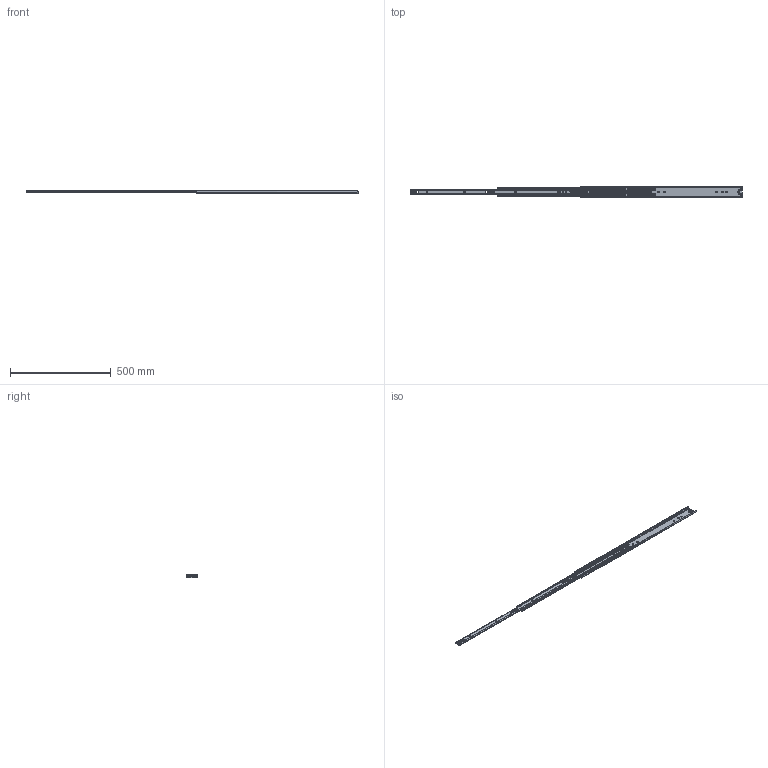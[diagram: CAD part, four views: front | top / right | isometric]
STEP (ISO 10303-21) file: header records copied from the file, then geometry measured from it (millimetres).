
FILE_DESCRIPTION(/* description */ ('ULFHD-D- 800/848mm (17.5) Zinc-Magnesium'),/* implementation_level */ '2;1');
FILE_NAME(/* name */ 'M12-AA8_00_open.stp',/* time_stamp */ '2025-09-08T11:41:05+02:00',/* author */ ('l.hoffmann'),/* organization */ (''),/* preprocessor_version */ 'ST-DEVELOPER v20',/* originating_system */ 'Autodesk Inventor 2022',/* authorisation */ '');
FILE_SCHEMA (('AUTOMOTIVE_DESIGN { 1 0 10303 214 3 1 1 }'));
Products named in the file (14): M12-M13; 511-M12-M13-HMA; 511-M12-M13-HMA_1; E000173578; E000173575; E000173574; 512-M12-M13-UM2; 512-M12-M13-UM2_1; E000173587; E000173565; E000173585; E000173584; 514-M12-M13-MB3; 514-M12-M13-MB3_1
Assembly tree (56 placements, depth 3):
  M12-M13
    511-M12-M13-HMA
      511-M12-M13-HMA_1
    E000173578
      E000173565
      E000173575
      E000173574  x23
    512-M12-M13-UM2
      512-M12-M13-UM2_1
    E000173587
      E000173565
      E000173585
      E000173584  x21
    514-M12-M13-MB3
      514-M12-M13-MB3_1
Bounding box: 1648 x 55.8 x 17.25 mm (x, y, z)
Volume: 287385.9 mm3; surface area: 390001.9 mm2
Topology: 93 solids, 93 shells, 2340 faces, 6993 edges, 4644 vertices
Faces by surface type: plane 1116, cylinder 1060, sphere 88, cone 66, bspline 10
Full cylindrical faces by diameter (mm): 5.56 x42, 6.35 x46, 8 x3, 11 x2
Entity records: 80244 total; most frequent: CARTESIAN_POINT 16243, ORIENTED_EDGE 13466, DIRECTION 13451, EDGE_CURVE 6733, AXIS2_PLACEMENT_3D 4675, VERTEX_POINT 4476, LINE 4101, VECTOR 4101
